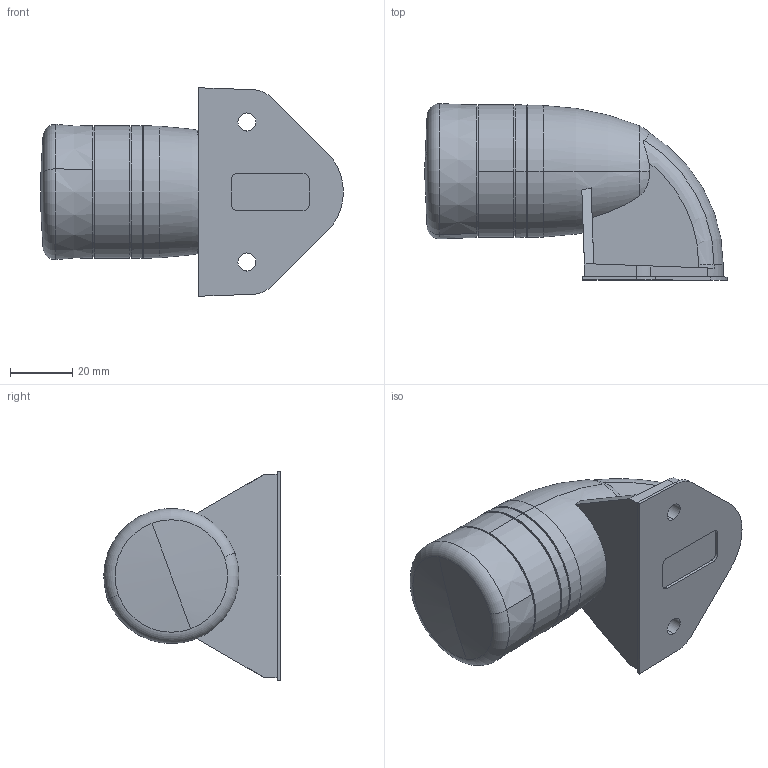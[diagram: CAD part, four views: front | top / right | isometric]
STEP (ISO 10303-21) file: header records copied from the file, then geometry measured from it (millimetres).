
FILE_DESCRIPTION (( 'STEP AP214' ), '1' );
FILE_NAME ('sl4_pib_fw.stp', '2013-09-20T08:57:13', ( '' ), ( '' ), 'SwSTEP 2.0', 'SolidWorks 2011', '' );
FILE_SCHEMA (( 'AUTOMOTIVE_DESIGN' ));
Length unit declared in the file: millimetre
Products named in the file (3): SL4-TowerCap_HI; 171303_part1_HI; sl4_pib_fw
Assembly tree (2 placements, depth 2):
  sl4_pib_fw
    171303_part1_HI
    SL4-TowerCap_HI
Bounding box: 97.34 x 56.72 x 67 mm (x, y, z)
Volume: 125673 mm3; surface area: 25830.7 mm2
Topology: 2 solids, 2 shells, 148 faces, 364 edges, 236 vertices
Faces by surface type: plane 77, cylinder 41, torus 14, cone 12, sphere 4
Entity records: 4689 total; most frequent: CARTESIAN_POINT 991, DIRECTION 793, ORIENTED_EDGE 728, EDGE_CURVE 364, AXIS2_PLACEMENT_3D 302, VERTEX_POINT 236, VECTOR 189, LINE 189
